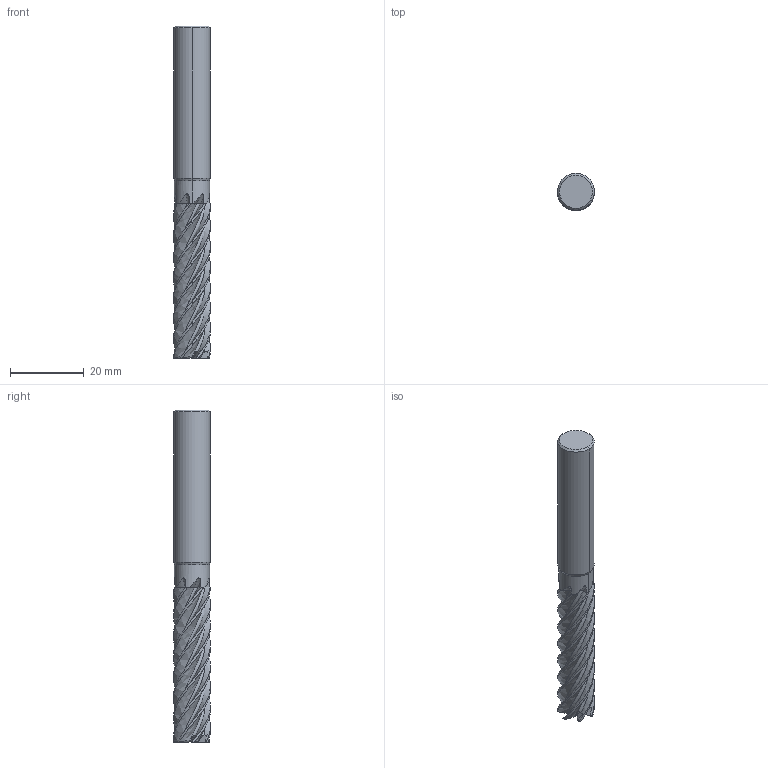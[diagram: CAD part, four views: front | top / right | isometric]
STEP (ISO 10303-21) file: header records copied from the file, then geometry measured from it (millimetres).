
FILE_DESCRIPTION(('no description'),'unknown implementation level');
FILE_NAME('EXM1-M04-0043-10-Detail.stp',' ',('CIMSOURCE GmbH'),('CADClick - KiM GmbH - www.kimweb.de'),'unknown preprocess','ACIS','unknown authorization');
FILE_SCHEMA(('automotive_design'));
Length unit declared in the file: millimetre
Products named in the file (2): NOCUT; CUT
Bounding box: 10 x 10 x 90 mm (x, y, z)
Volume: 5721.4 mm3; surface area: 4918.7 mm2
Topology: 2 solids, 2 shells, 203 faces, 586 edges, 385 vertices
Faces by surface type: plane 86, bspline 56, cone 30, revolution 21, cylinder 10
Entity records: 40072 total; most frequent: CARTESIAN_POINT 28760, STYLED_ITEM 1176, PRESENTATION_STYLE_ASSIGNMENT 1176, COLOUR_RGB 1176, ORIENTED_EDGE 1172, DIRECTION 773, EDGE_CURVE 586, CURVE_STYLE 586
